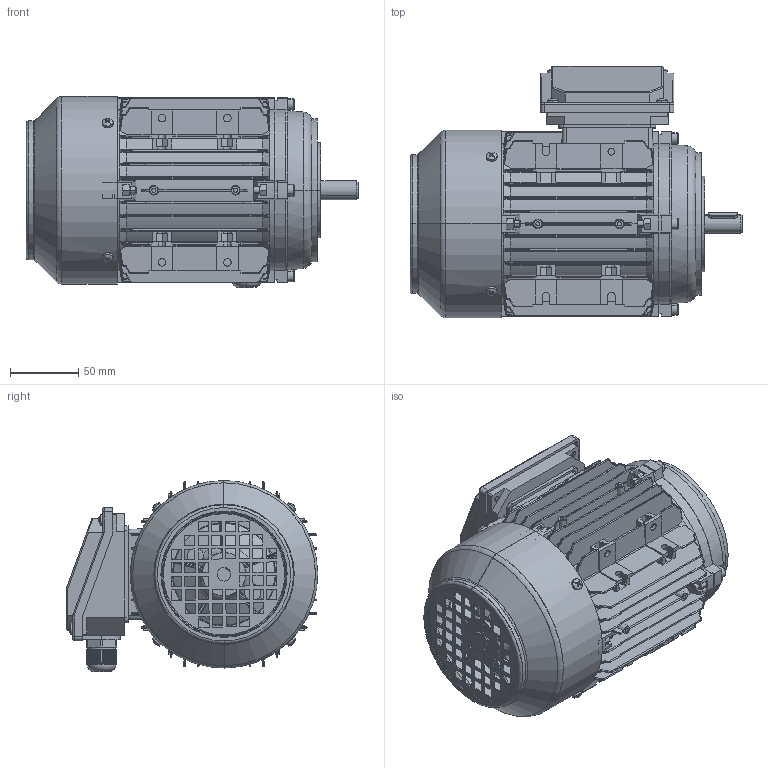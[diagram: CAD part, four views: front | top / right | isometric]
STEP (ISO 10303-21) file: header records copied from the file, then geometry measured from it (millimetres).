
FILE_DESCRIPTION (( 'STEP AP203' ), '1' );
FILE_NAME ('TAN71 B14蚾饜芞.STEP', '2023-02-18T01:56:56', ( '' ), ( '' ), 'SwSTEP 2.0', 'SolidWorks 2014', '' );
FILE_SCHEMA (( 'CONFIG_CONTROL_DESIGN' ));
Length unit declared in the file: millimetre
Products named in the file (14): T71蛌粣; TA63斜接线盒座 （配新壳）; MS71 瑞珔; TAN71 B14蚾饜芞; TAN71 儂褲; Cross recessed thread forming screws GB_GB_CROSS_SCREWS_TYPE138 M4X10-N; TA71瑞欶; TA63訇諉盄碟裔; Hexagon nuts grade C GB_GB_FASTENER_NUT_SNC1 M5-N; TAN71 綴裔; Plain parallel keys_GB_CONNECTING_PIECE_KEYS_CSK 5X22; MS63-71 堤盄蹟杶; TAN71 B14（8孔）盖; Hexagon socket head cap screws GB_GB_FASTENER_SCREWS_HSHCS M5X25-N
Assembly tree (34 placements, depth 2):
  TAN71 B14蚾饜芞
    TAN71 儂褲
    TAN71 綴裔
    T71蛌粣
    TA71瑞欶
    MS63-71 堤盄蹟杶
    MS71 瑞珔
    Hexagon nuts grade C GB_GB_FASTENER_NUT_SNC1 M5-N  x8
    Hexagon socket head cap screws GB_GB_FASTENER_SCREWS_HSHCS M5X25-N  x8
    Cross recessed thread forming screws GB_GB_CROSS_SCREWS_TYPE138 M4X10-N  x8
    Plain parallel keys_GB_CONNECTING_PIECE_KEYS_CSK 5X22
    TA63斜接线盒座 （配新壳）
    TA63訇諉盄碟裔
    TAN71 B14（8孔）盖
Bounding box: 244 x 184.95 x 140.45 mm (x, y, z)
Volume: 584677.5 mm3; surface area: 476213 mm2
Topology: 34 solids, 34 shells, 4002 faces, 10518 edges, 6595 vertices
Faces by surface type: plane 1895, cylinder 1038, bspline 548, cone 345, torus 146, sphere 30
Entity records: 128542 total; most frequent: CARTESIAN_POINT 43753, ORIENTED_EDGE 18764, DIRECTION 15482, EDGE_CURVE 9382, VERTEX_POINT 5916, AXIS2_PLACEMENT_3D 5401, VECTOR 4680, LINE 4680
